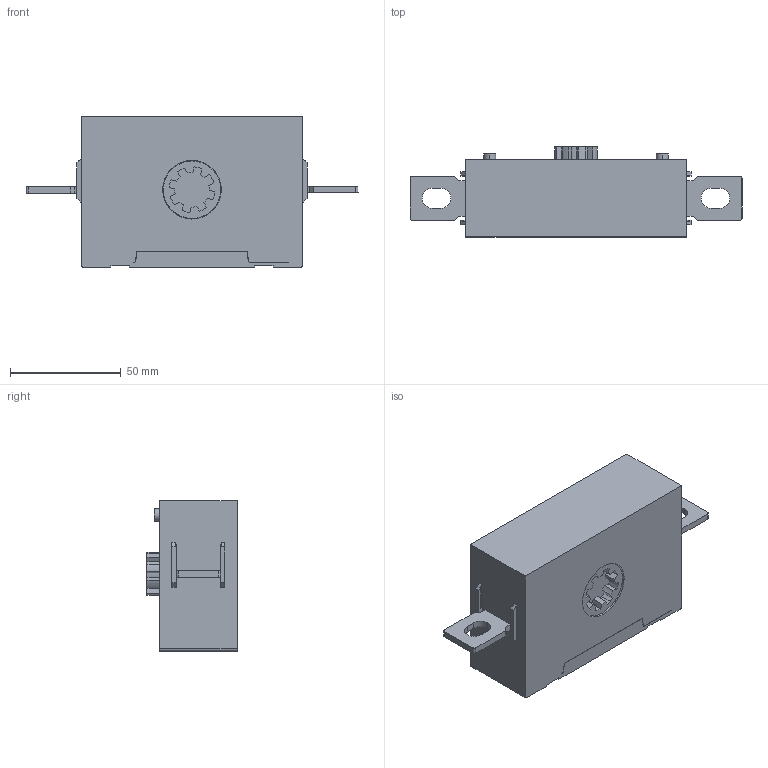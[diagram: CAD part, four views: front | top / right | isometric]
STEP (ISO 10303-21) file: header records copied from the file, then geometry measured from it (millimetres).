
FILE_DESCRIPTION (( 'STEP AP214' ), '1' );
FILE_NAME ('Ïîëþñ 250.STEP', '2026-01-14T08:48:55', ( '' ), ( '' ), 'SwSTEP 2.0', 'SolidWorks 2022', '' );
FILE_SCHEMA (( 'AUTOMOTIVE_DESIGN' ));
Length unit declared in the file: millimetre
Products named in the file (1): Полюс 250
Bounding box: 150 x 40.75 x 67.9 mm (x, y, z)
Volume: 236962.2 mm3; surface area: 38039.7 mm2
Topology: 1 solids, 8 shells, 372 faces, 1009 edges, 664 vertices
Faces by surface type: plane 276, cylinder 92, sphere 4
Entity records: 15281 total; most frequent: CARTESIAN_POINT 2048, ORIENTED_EDGE 2010, DIRECTION 1935, EDGE_CURVE 1005, LINE 817, VECTOR 817, VERTEX_POINT 664, AXIS2_PLACEMENT_3D 559
